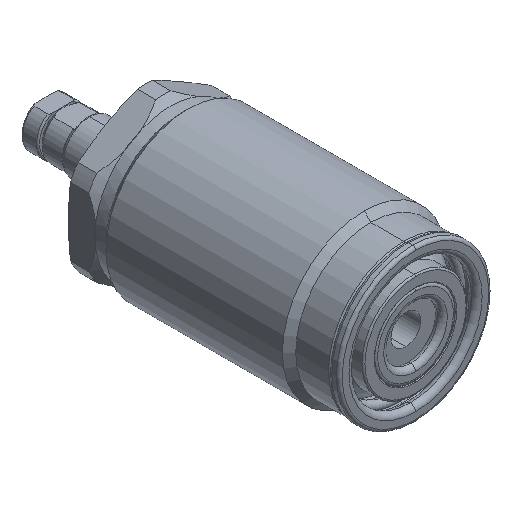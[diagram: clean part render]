
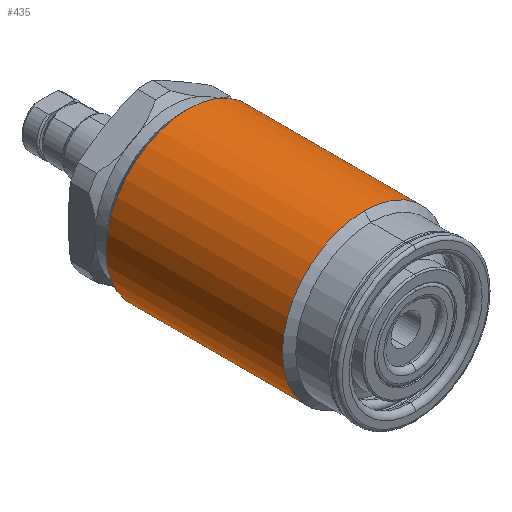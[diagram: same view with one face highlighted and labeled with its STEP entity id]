
A CAD part, isometric view. The second image highlights one B-rep face of the part: STEP entity #435.
In plain terms, the highlighted cylindrical face has radius 11 mm (diameter 22 mm), a full revolution.
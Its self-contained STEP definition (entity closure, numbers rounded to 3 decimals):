
#238=FACE_BOUND('',#783,.T.);
#239=FACE_BOUND('',#784,.T.);
#291=CYLINDRICAL_SURFACE('',#2715,11.);
#435=ADVANCED_FACE('',(#238,#239),#291,.T.);
#783=EDGE_LOOP('',(#1388));
#784=EDGE_LOOP('',(#1389,#1390,#1391,#1392,#1393,#1394));
#934=LINE('',#4371,#1024);
#935=LINE('',#4376,#1025);
#1024=VECTOR('',#3337,1.);
#1025=VECTOR('',#3340,1.);
#1388=ORIENTED_EDGE('',*,*,#2142,.T.);
#1389=ORIENTED_EDGE('',*,*,#2143,.T.);
#1390=ORIENTED_EDGE('',*,*,#2143,.F.);
#1391=ORIENTED_EDGE('',*,*,#2144,.T.);
#1392=ORIENTED_EDGE('',*,*,#2145,.T.);
#1393=ORIENTED_EDGE('',*,*,#2145,.F.);
#1394=ORIENTED_EDGE('',*,*,#2146,.T.);
#1875=VERTEX_POINT('',#4370);
#1876=VERTEX_POINT('',#4372);
#1877=VERTEX_POINT('',#4373);
#1878=VERTEX_POINT('',#4375);
#1879=VERTEX_POINT('',#4377);
#2142=EDGE_CURVE('',#1875,#1875,#2413,.T.);
#2143=EDGE_CURVE('',#1876,#1877,#934,.T.);
#2144=EDGE_CURVE('',#1876,#1878,#2414,.T.);
#2145=EDGE_CURVE('',#1878,#1879,#935,.T.);
#2146=EDGE_CURVE('',#1878,#1876,#2415,.T.);
#2413=CIRCLE('',#2712,11.);
#2414=CIRCLE('',#2713,11.);
#2415=CIRCLE('',#2714,11.);
#2712=AXIS2_PLACEMENT_3D('',#4369,#3335,#3336);
#2713=AXIS2_PLACEMENT_3D('',#4374,#3338,#3339);
#2714=AXIS2_PLACEMENT_3D('',#4378,#3341,#3342);
#2715=AXIS2_PLACEMENT_3D('',#4379,#3343,#3344);
#3335=DIRECTION('',(0.,-1.,0.));
#3336=DIRECTION('',(0.,0.,1.));
#3337=DIRECTION('',(0.,1.,0.));
#3338=DIRECTION('',(0.,1.,0.));
#3339=DIRECTION('',(0.,0.,1.));
#3340=DIRECTION('',(0.,1.,0.));
#3341=DIRECTION('',(0.,1.,0.));
#3342=DIRECTION('',(0.,0.,1.));
#3343=DIRECTION('',(0.,1.,0.));
#3344=DIRECTION('',(0.,0.,1.));
#4369=CARTESIAN_POINT('',(0.,49.481,0.));
#4370=CARTESIAN_POINT('',(0.,49.481,11.));
#4371=CARTESIAN_POINT('',(0.,55.5,11.));
#4372=CARTESIAN_POINT('',(0.,25.781,11.));
#4373=CARTESIAN_POINT('',(0.,47.436,11.));
#4374=CARTESIAN_POINT('',(0.,25.781,0.));
#4375=CARTESIAN_POINT('',(0.,25.781,-11.));
#4376=CARTESIAN_POINT('',(0.,55.5,-11.));
#4377=CARTESIAN_POINT('',(0.,47.436,-11.));
#4378=CARTESIAN_POINT('',(0.,25.781,0.));
#4379=CARTESIAN_POINT('',(0.,55.5,0.));
